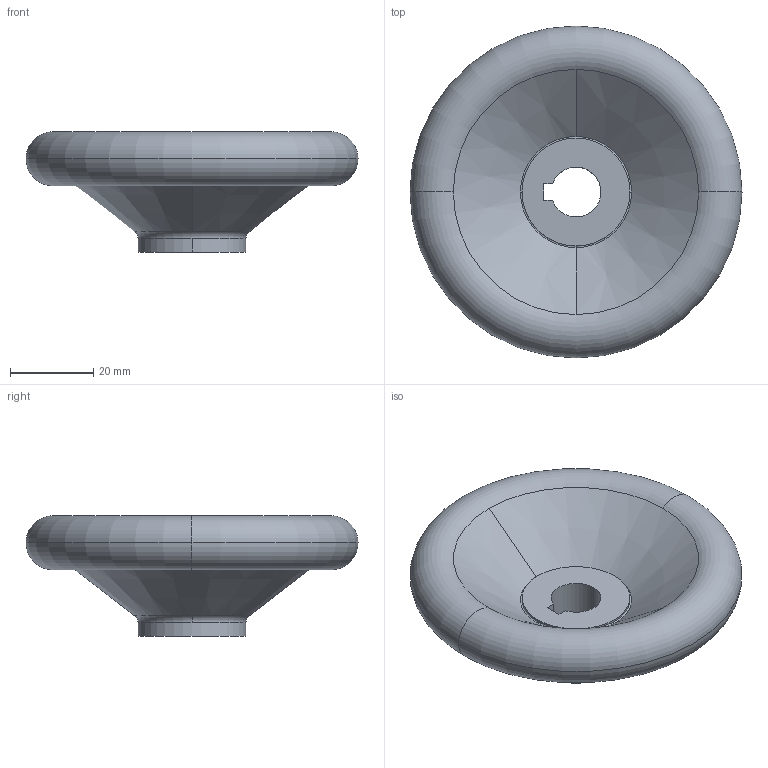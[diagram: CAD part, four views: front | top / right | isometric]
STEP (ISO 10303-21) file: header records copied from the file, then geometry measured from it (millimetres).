
FILE_DESCRIPTION(('STEP AP214'),'1');
FILE_NAME('HALDERN_EH_24570_0304.stp','2017-05-09T08:37:51',('TraceParts'),('TraceParts S.A.'),'Spatial InterOp 3D',' ',' ');
FILE_SCHEMA(('automotive_design'));
Length unit declared in the file: millimetre
Products named in the file (1): HALDERN_EH_24570_0304
Bounding box: 80 x 80 x 29 mm (x, y, z)
Volume: 53691 mm3; surface area: 14364.6 mm2
Topology: 1 solids, 1 shells, 27 faces, 73 edges, 48 vertices
Faces by surface type: torus 10, cylinder 8, plane 5, cone 4
Entity records: 1119 total; most frequent: DIRECTION 181, CARTESIAN_POINT 149, ORIENTED_EDGE 146, AXIS2_PLACEMENT_3D 80, EDGE_CURVE 73, CIRCLE 52, VERTEX_POINT 48, EDGE_LOOP 29
